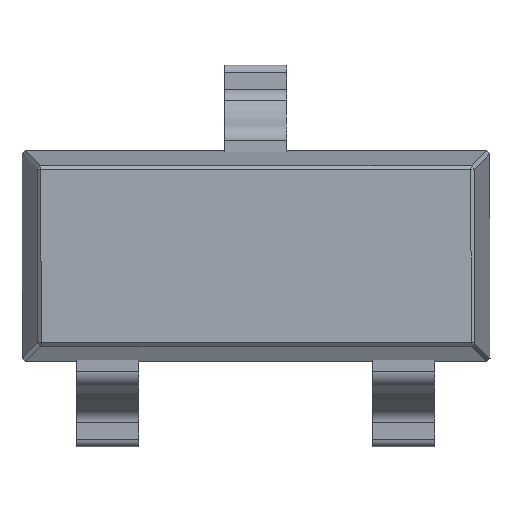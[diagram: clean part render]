
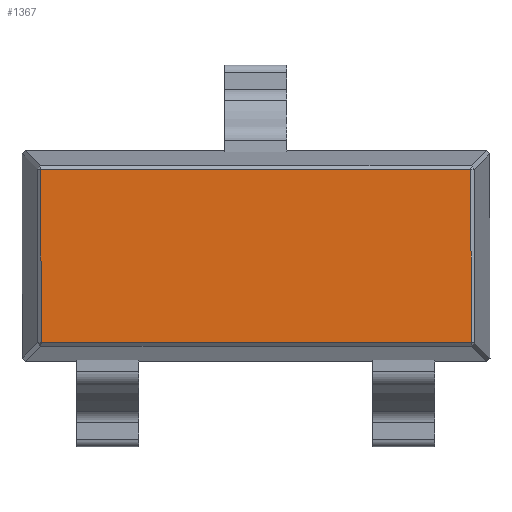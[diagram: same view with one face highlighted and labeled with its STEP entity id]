
A CAD part, front view. The second image highlights one B-rep face of the part: STEP entity #1367.
In plain terms, the highlighted planar face has unit normal (0, -1, 0).
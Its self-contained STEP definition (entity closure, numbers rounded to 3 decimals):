
#112=FACE_OUTER_BOUND('',#194,.T.);
#194=EDGE_LOOP('',(#998,#999,#1000,#1001));
#266=LINE('',#2015,#422);
#311=LINE('',#2100,#467);
#313=LINE('',#2103,#469);
#315=LINE('',#2106,#471);
#422=VECTOR('',#1600,10.);
#467=VECTOR('',#1677,10.);
#469=VECTOR('',#1681,10.);
#471=VECTOR('',#1685,10.);
#561=VERTEX_POINT('',#1977);
#564=VERTEX_POINT('',#1984);
#567=VERTEX_POINT('',#1991);
#573=VERTEX_POINT('',#2007);
#702=EDGE_CURVE('',#573,#564,#266,.T.);
#747=EDGE_CURVE('',#567,#573,#311,.T.);
#749=EDGE_CURVE('',#561,#567,#313,.T.);
#751=EDGE_CURVE('',#564,#561,#315,.T.);
#998=ORIENTED_EDGE('',*,*,#702,.F.);
#999=ORIENTED_EDGE('',*,*,#747,.F.);
#1000=ORIENTED_EDGE('',*,*,#749,.F.);
#1001=ORIENTED_EDGE('',*,*,#751,.F.);
#1306=PLANE('',#1472);
#1367=ADVANCED_FACE('',(#112),#1306,.T.);
#1472=AXIS2_PLACEMENT_3D('',#2115,#1698,#1699);
#1600=DIRECTION('',(1.,0.,0.));
#1677=DIRECTION('',(-0.003,0.,1.));
#1681=DIRECTION('',(-1.,0.,0.));
#1685=DIRECTION('',(0.003,0.,-1.));
#1698=DIRECTION('center_axis',(0.,-1.,0.));
#1699=DIRECTION('ref_axis',(0.,0.,-1.));
#1977=CARTESIAN_POINT('',(2.333,-1.,0.532));
#1984=CARTESIAN_POINT('',(2.33,-1.,1.642));
#1991=CARTESIAN_POINT('',(-0.427,-1.,0.532));
#2007=CARTESIAN_POINT('',(-0.43,-1.,1.642));
#2015=CARTESIAN_POINT('',(1.326,-1.,1.642));
#2100=CARTESIAN_POINT('',(-0.429,-1.,1.253));
#2103=CARTESIAN_POINT('',(0.577,-1.,0.532));
#2106=CARTESIAN_POINT('',(2.332,-1.,0.921));
#2115=CARTESIAN_POINT('Origin',(0.952,-1.,1.087));
